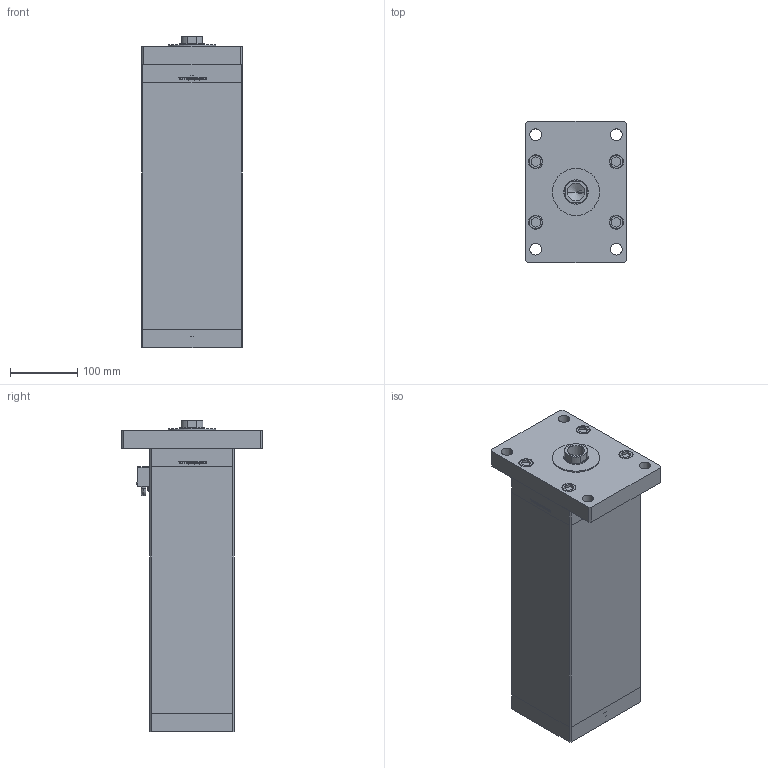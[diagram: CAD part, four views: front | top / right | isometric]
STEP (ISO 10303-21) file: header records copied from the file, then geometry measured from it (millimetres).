
FILE_DESCRIPTION (( 'STEP AP203' ), '1' );
FILE_NAME ('485c.STEP', '2022-04-14T20:27:50', ( '' ), ( '' ), 'SwSTEP 2.0', 'SolidWorks 2019', '' );
FILE_SCHEMA (( 'CONFIG_CONTROL_DESIGN' ));
Length unit declared in the file: millimetre
Products named in the file (8): V220C_FRONT_F 60610aeebb3da9422e29c1711e77c63e; V220C_F 60610aeebb3da9422e29c1711e77c63e; 485c; V220C BACK_F 60610aeebb3da9422e29c1711e77c63e; V220C_VC_F 60610aeebb3da9422e29c1711e77c63e; Magnetic_Switch_MSU4 60610aeebb3da9422e29c1711e77c63e; V220C_F_MIDDLE 60610aeebb3da9422e29c1711e77c63e; ALLEN BOLT 60610aeebb3da9422e29c1711e77c63e
Assembly tree (20 placements, depth 2):
  485c
    V220C BACK_F 60610aeebb3da9422e29c1711e77c63e
    V220C_F_MIDDLE 60610aeebb3da9422e29c1711e77c63e
    V220C_FRONT_F 60610aeebb3da9422e29c1711e77c63e
    V220C_F 60610aeebb3da9422e29c1711e77c63e
    Magnetic_Switch_MSU4 60610aeebb3da9422e29c1711e77c63e
    ALLEN BOLT 60610aeebb3da9422e29c1711e77c63e  x14
    V220C_VC_F 60610aeebb3da9422e29c1711e77c63e
Bounding box: 150 x 210 x 463 mm (x, y, z)
Volume: 7293745.7 mm3; surface area: 663266.9 mm2
Topology: 20 solids, 21 shells, 1400 faces, 3442 edges, 2236 vertices
Faces by surface type: plane 552, bspline 484, cylinder 224, torus 64, cone 64, sphere 12
Entity records: 56224 total; most frequent: CARTESIAN_POINT 30909, ORIENTED_EDGE 5668, DIRECTION 3546, EDGE_CURVE 2834, VERTEX_POINT 1872, LINE 1464, VECTOR 1464, EDGE_LOOP 1310
